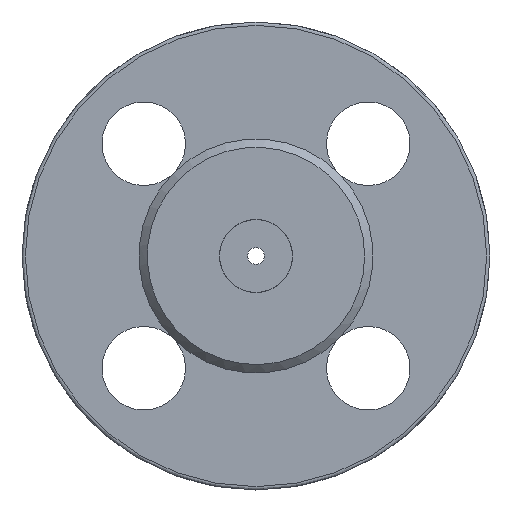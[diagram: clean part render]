
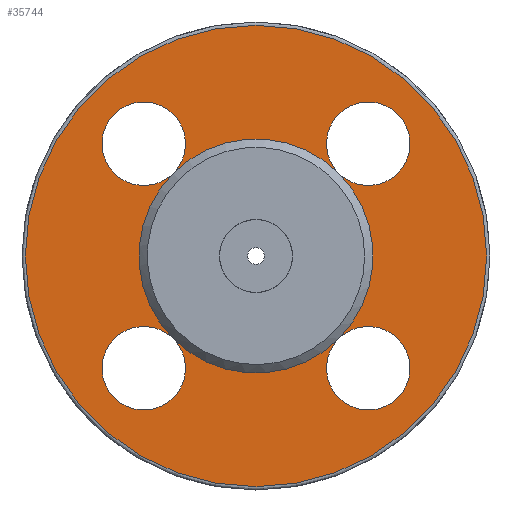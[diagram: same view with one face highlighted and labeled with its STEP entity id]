
A CAD part, front view. The second image highlights one B-rep face of the part: STEP entity #35744.
In plain terms, the highlighted free-form (B-spline) face has degree [1, 1] with [2, 2] control points.
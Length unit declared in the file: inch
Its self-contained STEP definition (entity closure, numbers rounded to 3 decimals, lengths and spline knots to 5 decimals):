
#35174=CARTESIAN_POINT('',(-116.95911,54.5432,13.91224));
#35175=VERTEX_POINT('',#35174);
#35176=CARTESIAN_POINT('',(-117.18008,54.32222,13.91224));
#35177=DIRECTION('',(0.,0.,-1.0));
#35178=DIRECTION('',(0.707,-0.707,0.));
#35179=AXIS2_PLACEMENT_3D('',#35176,#35177,#35178);
#35180=CIRCLE('',#35179,0.3125);
#35181=EDGE_CURVE('',#35175,#35175,#35180,.T.);
#35202=CARTESIAN_POINT('',(-115.72168,54.5432,13.91224));
#35203=VERTEX_POINT('',#35202);
#35204=CARTESIAN_POINT('',(-115.50071,54.32222,13.91224));
#35205=DIRECTION('',(0.,0.,-1.0));
#35206=DIRECTION('',(0.707,-0.707,0.));
#35207=AXIS2_PLACEMENT_3D('',#35204,#35205,#35206);
#35208=CIRCLE('',#35207,0.3125);
#35209=EDGE_CURVE('',#35203,#35203,#35208,.T.);
#35251=CARTESIAN_POINT('',(-115.72168,55.78063,13.91224));
#35252=VERTEX_POINT('',#35251);
#35253=CARTESIAN_POINT('',(-116.34039,55.16191,13.91224));
#35254=DIRECTION('',(0.0,0.0,1.0));
#35255=DIRECTION('',(1.0,0.0,0.0));
#35256=AXIS2_PLACEMENT_3D('',#35253,#35254,#35255);
#35257=CIRCLE('',#35256,0.875);
#35258=EDGE_CURVE('',#35203,#35252,#35257,.T.);
#35260=CARTESIAN_POINT('',(-116.95911,55.78063,13.91224));
#35261=VERTEX_POINT('',#35260);
#35262=CARTESIAN_POINT('',(-116.34039,55.16191,13.91224));
#35263=DIRECTION('',(0.0,0.0,1.0));
#35264=DIRECTION('',(1.0,0.0,0.0));
#35265=AXIS2_PLACEMENT_3D('',#35262,#35263,#35264);
#35266=CIRCLE('',#35265,0.875);
#35267=EDGE_CURVE('',#35252,#35261,#35266,.T.);
#35269=CARTESIAN_POINT('',(-116.34039,55.16191,13.91224));
#35270=DIRECTION('',(0.0,0.0,-1.0));
#35271=DIRECTION('',(1.0,0.0,0.0));
#35272=AXIS2_PLACEMENT_3D('',#35269,#35270,#35271);
#35273=CIRCLE('',#35272,0.875);
#35274=EDGE_CURVE('',#35175,#35261,#35273,.T.);
#35276=CARTESIAN_POINT('',(-116.34039,55.16191,13.91224));
#35277=DIRECTION('',(0.0,0.0,-1.0));
#35278=DIRECTION('',(1.0,0.0,0.0));
#35279=AXIS2_PLACEMENT_3D('',#35276,#35277,#35278);
#35280=CIRCLE('',#35279,0.875);
#35281=EDGE_CURVE('',#35203,#35175,#35280,.T.);
#35459=CARTESIAN_POINT('',(-117.18008,56.0016,13.91224));
#35460=DIRECTION('',(0.,0.,1.));
#35461=DIRECTION('',(0.707,0.707,0.));
#35462=AXIS2_PLACEMENT_3D('',#35459,#35460,#35461);
#35463=CIRCLE('',#35462,0.3125);
#35464=EDGE_CURVE('',#35261,#35261,#35463,.T.);
#35498=CARTESIAN_POINT('',(-115.50071,56.0016,13.91224));
#35499=DIRECTION('',(0.,0.,1.));
#35500=DIRECTION('',(0.707,0.707,0.));
#35501=AXIS2_PLACEMENT_3D('',#35498,#35499,#35500);
#35502=CIRCLE('',#35501,0.3125);
#35503=EDGE_CURVE('',#35252,#35252,#35502,.T.);
#35711=CARTESIAN_POINT('',(-114.61539,55.16191,13.91224));
#35712=VERTEX_POINT('',#35711);
#35713=CARTESIAN_POINT('',(-116.34039,55.16191,13.91224));
#35714=DIRECTION('',(0.0,0.0,1.0));
#35715=DIRECTION('',(0.0,1.0,0.0));
#35716=AXIS2_PLACEMENT_3D('',#35713,#35714,#35715);
#35717=CIRCLE('',#35716,1.725);
#35718=EDGE_CURVE('',#35712,#35712,#35717,.T.);
#35726=CARTESIAN_POINT('',(-112.89039,55.16191,13.91224));
#35727=CARTESIAN_POINT('',(-116.34039,58.61191,13.91224));
#35728=CARTESIAN_POINT('',(-116.34039,51.71191,13.91224));
#35729=CARTESIAN_POINT('',(-119.79039,55.16191,13.91224));
#35730=B_SPLINE_SURFACE_WITH_KNOTS('',1,1,((#35726,#35728),(#35727,#35729)),.UNSPECIFIED.,.F.,.F.,.U.,(2,2),(2,2),(0.0,4.87904),(0.0,4.87904),.UNSPECIFIED.);
#35731=ORIENTED_EDGE('',*,*,#35718,.T.);
#35732=EDGE_LOOP('',(#35731));
#35733=FACE_OUTER_BOUND('',#35732,.T.);
#35734=ORIENTED_EDGE('',*,*,#35258,.F.);
#35735=ORIENTED_EDGE('',*,*,#35209,.T.);
#35736=ORIENTED_EDGE('',*,*,#35281,.T.);
#35737=ORIENTED_EDGE('',*,*,#35181,.T.);
#35738=ORIENTED_EDGE('',*,*,#35274,.T.);
#35739=ORIENTED_EDGE('',*,*,#35464,.F.);
#35740=ORIENTED_EDGE('',*,*,#35267,.F.);
#35741=ORIENTED_EDGE('',*,*,#35503,.F.);
#35742=EDGE_LOOP('',(#35734,#35735,#35736,#35737,#35738,#35739,#35740,#35741));
#35743=FACE_BOUND('',#35742,.T.);
#35744=ADVANCED_FACE('',(#35733,#35743),#35730,.T.);
